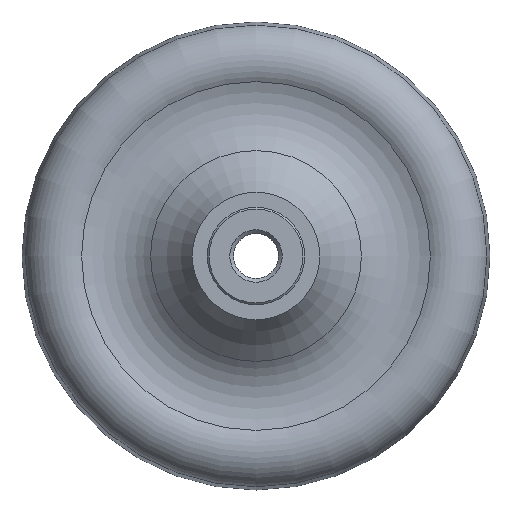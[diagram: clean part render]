
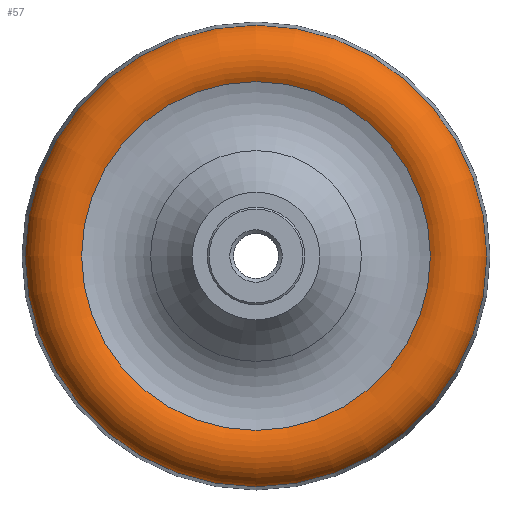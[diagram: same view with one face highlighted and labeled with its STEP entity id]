
A CAD part, left-side view. The second image highlights one B-rep face of the part: STEP entity #57.
In plain terms, the highlighted toroidal (fillet/blend) face has major radius 52 mm and minor radius 10 mm.
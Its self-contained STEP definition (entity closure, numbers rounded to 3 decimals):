
#57 = ADVANCED_FACE( '', ( #124, #125 ), #126, .T. );
#124 = FACE_OUTER_BOUND( '', #234, .T. );
#125 = FACE_OUTER_BOUND( '', #235, .T. );
#126 = TOROIDAL_SURFACE( '', #236, 52., 10. );
#234 = EDGE_LOOP( '', ( #317 ) );
#235 = EDGE_LOOP( '', ( #318 ) );
#236 = AXIS2_PLACEMENT_3D( '', #319, #320, #321 );
#317 = ORIENTED_EDGE( '', *, *, #393, .T. );
#318 = ORIENTED_EDGE( '', *, *, #394, .F. );
#319 = CARTESIAN_POINT( '', ( 32., 0., 0. ) );
#320 = DIRECTION( '', ( 1., 0., 0. ) );
#321 = DIRECTION( '', ( 0., 0., -1. ) );
#393 = EDGE_CURVE( '', #441, #441, #442, .T. );
#394 = EDGE_CURVE( '', #443, #443, #444, .T. );
#441 = VERTEX_POINT( '', #492 );
#442 = CIRCLE( '', #493, 46.51 );
#443 = VERTEX_POINT( '', #494 );
#444 = CIRCLE( '', #495, 61.539 );
#492 = CARTESIAN_POINT( '', ( 23.641, 0., -46.51 ) );
#493 = AXIS2_PLACEMENT_3D( '', #547, #548, #549 );
#494 = CARTESIAN_POINT( '', ( 29., 0., -61.539 ) );
#495 = AXIS2_PLACEMENT_3D( '', #550, #551, #552 );
#547 = CARTESIAN_POINT( '', ( 23.641, 0., 0. ) );
#548 = DIRECTION( '', ( 1., 0., 0. ) );
#549 = DIRECTION( '', ( 0., 0., -1. ) );
#550 = CARTESIAN_POINT( '', ( 29., 0., 0. ) );
#551 = DIRECTION( '', ( 1., 0., 0. ) );
#552 = DIRECTION( '', ( 0., 0., -1. ) );
